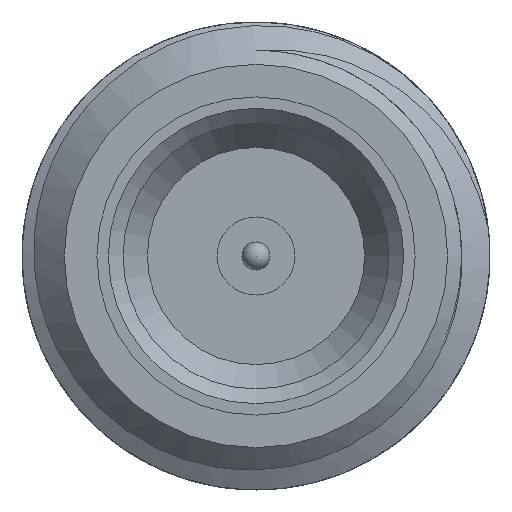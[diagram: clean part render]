
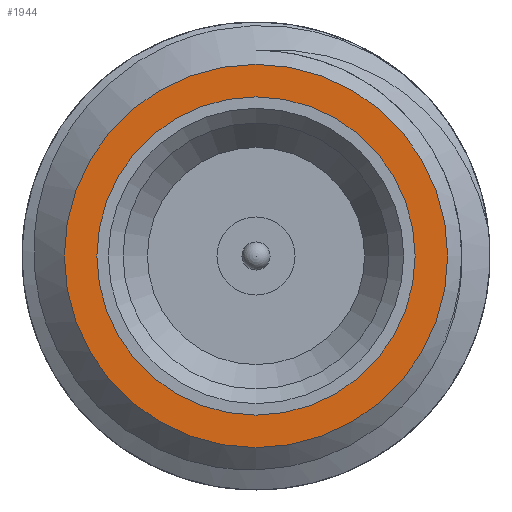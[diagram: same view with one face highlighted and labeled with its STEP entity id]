
A CAD part, left-side view. The second image highlights one B-rep face of the part: STEP entity #1944.
In plain terms, the highlighted planar face has unit normal (-1, 0, 0).
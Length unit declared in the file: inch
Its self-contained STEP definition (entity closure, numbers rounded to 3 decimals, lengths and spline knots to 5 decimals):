
#53 = CARTESIAN_POINT ( 'NONE',  ( 0.08044, 0., -0.10238 ) ) ;
#106 = ORIENTED_EDGE ( 'NONE', *, *, #2653, .T. ) ;
#245 = CARTESIAN_POINT ( 'NONE',  ( 0.08044, 0., 0.085 ) ) ;
#331 = DIRECTION ( 'NONE',  ( -1., 0., 0. ) ) ;
#585 = EDGE_LOOP ( 'NONE', ( #2748 ) ) ;
#670 = DIRECTION ( 'NONE',  ( 0., 0., 1. ) ) ;
#747 = EDGE_LOOP ( 'NONE', ( #106 ) ) ;
#830 = CARTESIAN_POINT ( 'NONE',  ( 0.08044, 0., 0. ) ) ;
#1442 = CIRCLE ( 'NONE', #2741, 0.10238 ) ;
#1475 = DIRECTION ( 'NONE',  ( 0., 0., -1. ) ) ;
#1503 = FACE_BOUND ( 'NONE', #747, .T. ) ;
#1677 = CIRCLE ( 'NONE', #2572, 0.085 ) ;
#1700 = AXIS2_PLACEMENT_3D ( 'NONE', #2835, #331, #1925 ) ;
#1887 = EDGE_CURVE ( 'NONE', #2686, #2686, #1442, .T. ) ;
#1905 = DIRECTION ( 'NONE',  ( 1., 0., 0. ) ) ;
#1925 = DIRECTION ( 'NONE',  ( 0., 0., 1. ) ) ;
#1944 = ADVANCED_FACE ( 'NONE', ( #1503, #2384 ), #2502, .T. ) ;
#1986 = DIRECTION ( 'NONE',  ( 1., 0., 0. ) ) ;
#2384 = FACE_OUTER_BOUND ( 'NONE', #585, .T. ) ;
#2502 = PLANE ( 'NONE',  #1700 ) ;
#2572 = AXIS2_PLACEMENT_3D ( 'NONE', #2671, #1986, #670 ) ;
#2653 = EDGE_CURVE ( 'NONE', #2684, #2684, #1677, .T. ) ;
#2671 = CARTESIAN_POINT ( 'NONE',  ( 0.08044, 0., 0. ) ) ;
#2684 = VERTEX_POINT ( 'NONE', #245 ) ;
#2686 = VERTEX_POINT ( 'NONE', #53 ) ;
#2741 = AXIS2_PLACEMENT_3D ( 'NONE', #830, #1905, #1475 ) ;
#2748 = ORIENTED_EDGE ( 'NONE', *, *, #1887, .F. ) ;
#2835 = CARTESIAN_POINT ( 'NONE',  ( 0.08044, 0.085, 0. ) ) ;
